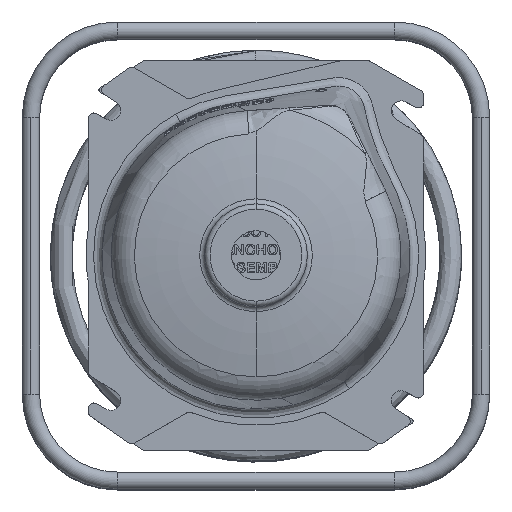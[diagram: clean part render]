
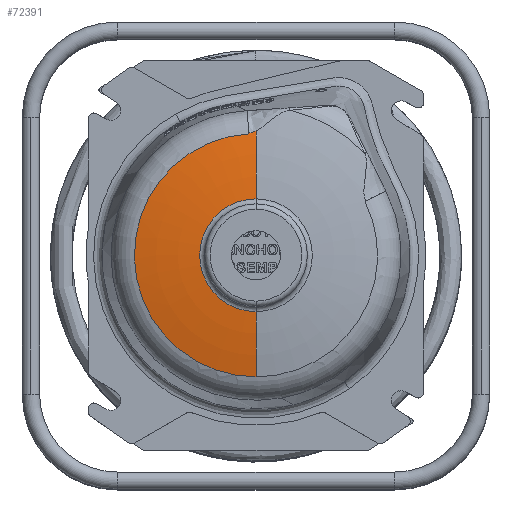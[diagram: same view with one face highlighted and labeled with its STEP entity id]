
A CAD part, top view. The second image highlights one B-rep face of the part: STEP entity #72391.
In plain terms, the highlighted toroidal (fillet/blend) face has major radius 11.559 mm and minor radius 507 mm.
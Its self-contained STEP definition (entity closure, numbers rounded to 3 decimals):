
#4244 = CARTESIAN_POINT ( 'NONE',  ( -6.745, 112.208, 112.254 ) ) ;
#4841 = VERTEX_POINT ( 'NONE', #72524 ) ;
#5500 = CARTESIAN_POINT ( 'NONE',  ( -1.992, 114.093, 111.906 ) ) ;
#5547 = AXIS2_PLACEMENT_3D ( 'NONE', #15758, #66583, #24391 ) ;
#6742 = EDGE_CURVE ( 'NONE', #69558, #83183, #81024, .T. ) ;
#9471 = CARTESIAN_POINT ( 'NONE',  ( -0.694, 11.538, -384.614 ) ) ;
#10035 = VERTEX_POINT ( 'NONE', #49102 ) ;
#12417 = EDGE_CURVE ( 'NONE', #45039, #10035, #47672, .T. ) ;
#12555 = EDGE_CURVE ( 'NONE', #35265, #45039, #45438, .T. ) ;
#12617 = CARTESIAN_POINT ( 'NONE',  ( -2.641, 113.854, 111.953 ) ) ;
#15758 = CARTESIAN_POINT ( 'NONE',  ( 0., 0., -384.614 ) ) ;
#15826 = CARTESIAN_POINT ( 'NONE',  ( 0., 0., 120.762 ) ) ;
#16003 = FACE_OUTER_BOUND ( 'NONE', #80334, .T. ) ;
#16585 = DIRECTION ( 'NONE',  ( 0.06, -0.998, 0. ) ) ;
#18201 = TOROIDAL_SURFACE ( 'NONE', #5547, 11.559, 507. ) ;
#19775 = CARTESIAN_POINT ( 'NONE',  ( -3.921, 113.469, 112.024 ) ) ;
#22948 = DIRECTION ( 'NONE',  ( 0., 1., 0. ) ) ;
#23720 = DIRECTION ( 'NONE',  ( 1., 0., 0. ) ) ;
#24061 = CIRCLE ( 'NONE', #53225, 507. ) ;
#24391 = DIRECTION ( 'NONE',  ( 0., 1., 0. ) ) ;
#25125 = EDGE_CURVE ( 'NONE', #35265, #69558, #24061, .T. ) ;
#26583 = CARTESIAN_POINT ( 'NONE',  ( 0., 114.967, 111.728 ) ) ;
#26903 = CARTESIAN_POINT ( 'NONE',  ( -4.762, 113.274, 112.057 ) ) ;
#31093 = ORIENTED_EDGE ( 'NONE', *, *, #61619, .T. ) ;
#33655 = CARTESIAN_POINT ( 'NONE',  ( -0.557, 114.693, 111.785 ) ) ;
#33974 = CARTESIAN_POINT ( 'NONE',  ( -6.197, 113.049, 112.09 ) ) ;
#35265 = VERTEX_POINT ( 'NONE', #43920 ) ;
#36221 = CARTESIAN_POINT ( 'NONE',  ( 0., -112.41, 112.254 ) ) ;
#36621 = DIRECTION ( 'NONE',  ( 0., 0., -1. ) ) ;
#36729 = CIRCLE ( 'NONE', #44365, 507. ) ;
#40725 = CARTESIAN_POINT ( 'NONE',  ( -1.715, 114.201, 111.884 ) ) ;
#41774 = ORIENTED_EDGE ( 'NONE', *, *, #12555, .T. ) ;
#42087 = CARTESIAN_POINT ( 'NONE',  ( 0., 11.559, -384.614 ) ) ;
#43920 = CARTESIAN_POINT ( 'NONE',  ( 0., -52.1, 120.762 ) ) ;
#44365 = AXIS2_PLACEMENT_3D ( 'NONE', #9471, #58824, #16585 ) ;
#45039 = VERTEX_POINT ( 'NONE', #91651 ) ;
#45438 = CIRCLE ( 'NONE', #74802, 52.1 ) ;
#47672 = CIRCLE ( 'NONE', #65390, 507. ) ;
#47753 = CARTESIAN_POINT ( 'NONE',  ( -1.917, 114.122, 111.9 ) ) ;
#49102 = CARTESIAN_POINT ( 'NONE',  ( 0., 114.967, 111.728 ) ) ;
#49135 = DIRECTION ( 'NONE',  ( 0., -1., 0. ) ) ;
#52242 = EDGE_CURVE ( 'NONE', #4841, #83183, #36729, .T. ) ;
#53225 = AXIS2_PLACEMENT_3D ( 'NONE', #65949, #23720, #73009 ) ;
#54895 = CARTESIAN_POINT ( 'NONE',  ( -2.209, 114.011, 111.922 ) ) ;
#56185 = ORIENTED_EDGE ( 'NONE', *, *, #52242, .T. ) ;
#58824 = DIRECTION ( 'NONE',  ( 0.998, 0.06, 0. ) ) ;
#61619 = EDGE_CURVE ( 'NONE', #10035, #4841, #90427, .T. ) ;
#61993 = CARTESIAN_POINT ( 'NONE',  ( -3.355, 113.622, 111.997 ) ) ;
#65155 = DIRECTION ( 'NONE',  ( 0., 0., -1. ) ) ;
#65390 = AXIS2_PLACEMENT_3D ( 'NONE', #42087, #91438, #49135 ) ;
#65949 = CARTESIAN_POINT ( 'NONE',  ( 0., -11.559, -384.614 ) ) ;
#66583 = DIRECTION ( 'NONE',  ( 0., 0., -1. ) ) ;
#66678 = ORIENTED_EDGE ( 'NONE', *, *, #25125, .F. ) ;
#69077 = CARTESIAN_POINT ( 'NONE',  ( -4.483, 113.334, 112.048 ) ) ;
#69558 = VERTEX_POINT ( 'NONE', #36221 ) ;
#71480 = AXIS2_PLACEMENT_3D ( 'NONE', #78804, #36621, #85926 ) ;
#72391 = ADVANCED_FACE ( 'NONE', ( #16003 ), #18201, .T. ) ;
#72524 = CARTESIAN_POINT ( 'NONE',  ( -6.793, 113.008, 112.09 ) ) ;
#73009 = DIRECTION ( 'NONE',  ( 0., 1., 0. ) ) ;
#74387 = ORIENTED_EDGE ( 'NONE', *, *, #12417, .T. ) ;
#74802 = AXIS2_PLACEMENT_3D ( 'NONE', #15826, #65155, #22948 ) ;
#76141 = CARTESIAN_POINT ( 'NONE',  ( -5.615, 113.12, 112.081 ) ) ;
#78804 = CARTESIAN_POINT ( 'NONE',  ( 0., 0., 112.254 ) ) ;
#80334 = EDGE_LOOP ( 'NONE', ( #66678, #41774, #74387, #31093, #56185, #90910 ) ) ;
#81024 = CIRCLE ( 'NONE', #71480, 112.41 ) ;
#82931 = CARTESIAN_POINT ( 'NONE',  ( -1.105, 114.446, 111.835 ) ) ;
#83183 = VERTEX_POINT ( 'NONE', #4244 ) ;
#83247 = CARTESIAN_POINT ( 'NONE',  ( -6.793, 113.008, 112.09 ) ) ;
#85926 = DIRECTION ( 'NONE',  ( 0., 1., 0. ) ) ;
#90054 = CARTESIAN_POINT ( 'NONE',  ( -1.782, 114.175, 111.89 ) ) ;
#90427 = B_SPLINE_CURVE_WITH_KNOTS ( 'NONE', 3,
 ( #26583, #33655, #82931, #40725, #90054, #47753, #5500, #54895, #12617, #61993, #19775, #69077, #26903, #76141, #33974, #83247 ),
 .UNSPECIFIED., .F., .F.,
 ( 4, 2, 2, 2, 1, 1, 2, 2, 4 ),
 ( 0.825, 0.868, 0.874, 0.879, 0.89, 0.912, 0.934, 0.956, 1. ),
 .UNSPECIFIED. ) ;
#90910 = ORIENTED_EDGE ( 'NONE', *, *, #6742, .F. ) ;
#91438 = DIRECTION ( 'NONE',  ( -1., 0., 0. ) ) ;
#91651 = CARTESIAN_POINT ( 'NONE',  ( 0., 52.1, 120.762 ) ) ;
